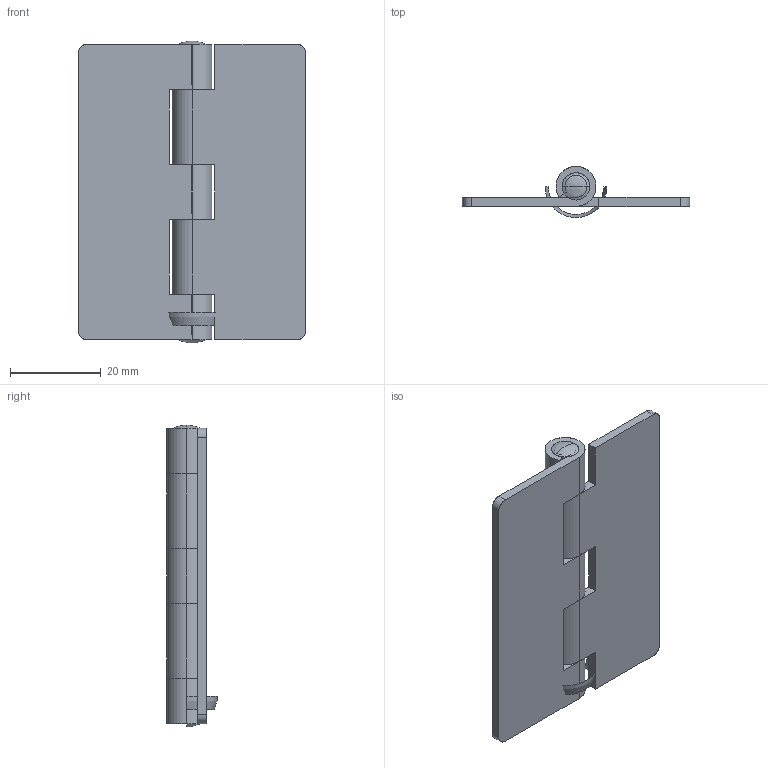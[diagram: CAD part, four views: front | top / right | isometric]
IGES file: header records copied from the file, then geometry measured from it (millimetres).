
Start section: SolidWorks IGES file using analytic representation for surfaces
Global section: file name: B-2078-3.IGS,15; native system: HSolidWorks 2018; preprocessor: SolidWorks 2018; author: 0850ay; date: 210806.151336; units: millimetre
Bounding box: 50 x 11.17 x 66.4 mm (x, y, z)
Surface area: 10256.9 mm2 (no closed solid volume)
Topology: 0 solids, 0 shells, 70 faces, 1036 edges, 1034 vertices
Faces by surface type: revolution 40, bspline 30
